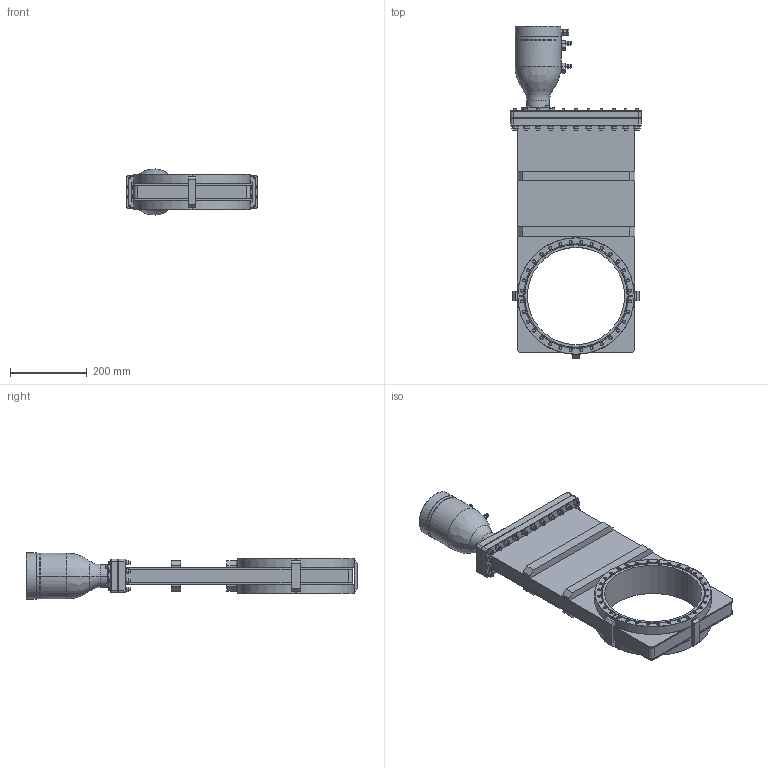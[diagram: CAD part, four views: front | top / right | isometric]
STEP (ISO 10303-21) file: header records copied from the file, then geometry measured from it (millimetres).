
FILE_DESCRIPTION((''),'2;1');
FILE_NAME('11222-1000R','2011-02-08T',('jd'),(''),'PRO/ENGINEER BY PARAMETRIC TECHNOLOGY CORPORATION, 2010280','PRO/ENGINEER BY PARAMETRIC TECHNOLOGY CORPORATION, 2010280','');
FILE_SCHEMA(('CONFIG_CONTROL_DESIGN'));
Length unit declared in the file: inch
Products named in the file (1): 11222-1000R
Bounding box: 341.38 x 867.26 x 120.26 mm (x, y, z)
Volume: 10267434.1 mm3; surface area: 781736.2 mm2
Topology: 4 solids, 68 shells, 2324 faces, 5287 edges, 3259 vertices
Faces by surface type: plane 1245, cone 552, cylinder 497, torus 28, bspline 2
Entity records: 66691 total; most frequent: CARTESIAN_POINT 15074, DIRECTION 10701, ORIENTED_EDGE 10318, EDGE_CURVE 5287, AXIS2_PLACEMENT_3D 3933, VERTEX_POINT 3259, VECTOR 2835, LINE 2835
